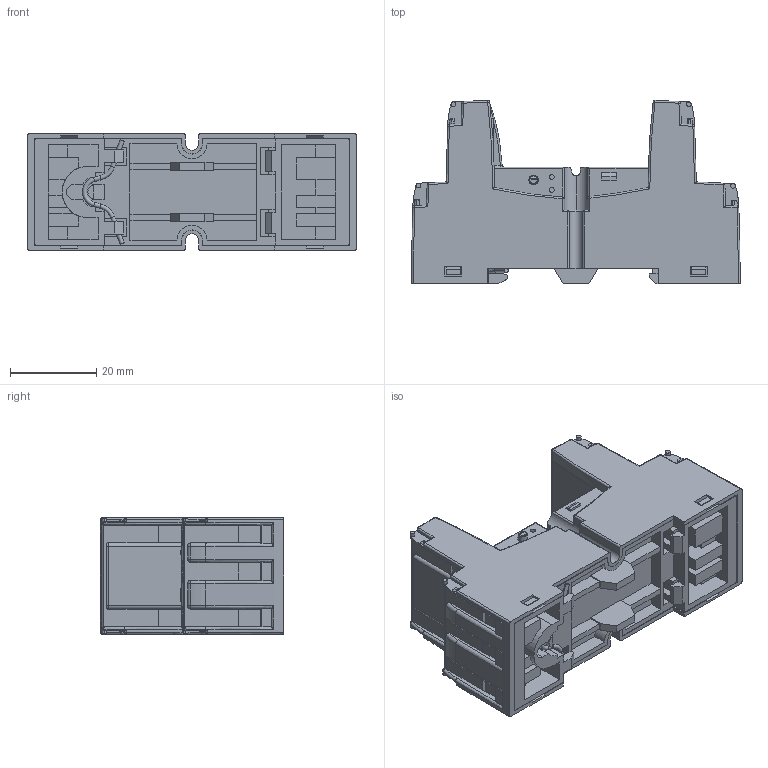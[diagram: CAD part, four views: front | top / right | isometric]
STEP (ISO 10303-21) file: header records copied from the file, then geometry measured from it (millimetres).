
FILE_DESCRIPTION (( 'STEP AP214' ), '1' );
FILE_NAME ('GZT3.STEP', '2016-05-30T08:21:56', ( '' ), ( '' ), 'SwSTEP 2.0', 'SolidWorks 2016', '' );
FILE_SCHEMA (( 'AUTOMOTIVE_DESIGN' ));
Length unit declared in the file: millimetre
Products named in the file (3): Gniazdo GZT3; GZT4-0015 - Wkrêt krzy¿owy M3x8; GZT3
Assembly tree (12 placements, depth 2):
  GZT3
    Gniazdo GZT3
    GZT4-0015 - Wkrêt krzy¿owy M3x8  x11
Bounding box: 76.31 x 42.48 x 27 mm (x, y, z)
Volume: 47875.9 mm3; surface area: 22162.6 mm2
Topology: 13 solids, 29 shells, 2584 faces, 6384 edges, 3812 vertices
Faces by surface type: plane 1062, cylinder 696, bspline 326, torus 246, sphere 160, cone 94
Entity records: 51107 total; most frequent: CARTESIAN_POINT 13713, ORIENTED_EDGE 8130, DIRECTION 7195, EDGE_CURVE 4065, LINE 2613, VECTOR 2613, VERTEX_POINT 2576, AXIS2_PLACEMENT_3D 2291
